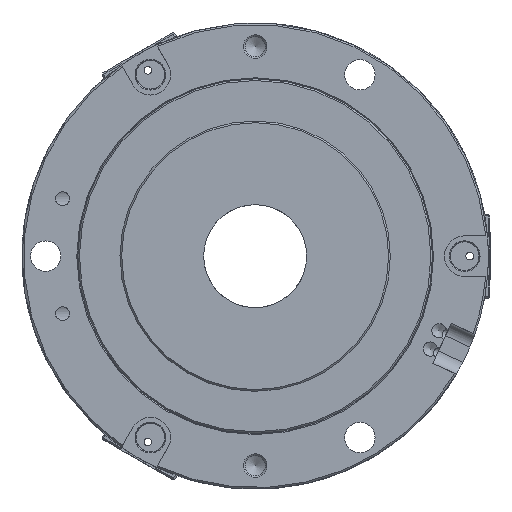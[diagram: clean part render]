
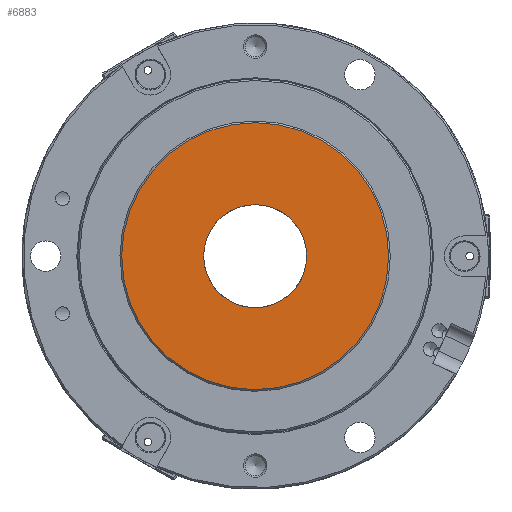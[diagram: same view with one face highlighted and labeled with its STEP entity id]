
A CAD part, front view. The second image highlights one B-rep face of the part: STEP entity #6883.
In plain terms, the highlighted face is planar.
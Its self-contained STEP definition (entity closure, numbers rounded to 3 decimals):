
#298=FACE_BOUND('',#1553,.T.);
#577=CIRCLE('',#7680,15.25);
#579=CIRCLE('',#7683,39.5);
#796=PLANE('',#7688);
#1121=FACE_OUTER_BOUND('',#1552,.T.);
#1552=EDGE_LOOP('',(#5980));
#1553=EDGE_LOOP('',(#5981));
#3288=VERTEX_POINT('',#12646);
#3291=VERTEX_POINT('',#12653);
#4213=EDGE_CURVE('',#3288,#3288,#577,.T.);
#4216=EDGE_CURVE('',#3291,#3291,#579,.T.);
#5980=ORIENTED_EDGE('',*,*,#4216,.F.);
#5981=ORIENTED_EDGE('',*,*,#4213,.T.);
#6883=ADVANCED_FACE('',(#1121,#298),#796,.T.);
#7680=AXIS2_PLACEMENT_3D('',#12648,#9351,#9352);
#7683=AXIS2_PLACEMENT_3D('',#12655,#9358,#9359);
#7688=AXIS2_PLACEMENT_3D('',#12663,#9369,#9370);
#9351=DIRECTION('center_axis',(0.,0.,1.));
#9352=DIRECTION('ref_axis',(-1.,0.,0.));
#9358=DIRECTION('center_axis',(0.,0.,1.));
#9359=DIRECTION('ref_axis',(-1.,0.,0.));
#9369=DIRECTION('center_axis',(0.,0.,-1.));
#9370=DIRECTION('ref_axis',(-1.,0.,0.));
#12646=CARTESIAN_POINT('',(15.25,0.,0.));
#12648=CARTESIAN_POINT('Origin',(0.,0.,0.));
#12653=CARTESIAN_POINT('',(39.5,0.,0.));
#12655=CARTESIAN_POINT('Origin',(0.,0.,0.));
#12663=CARTESIAN_POINT('Origin',(40.,0.,0.));
